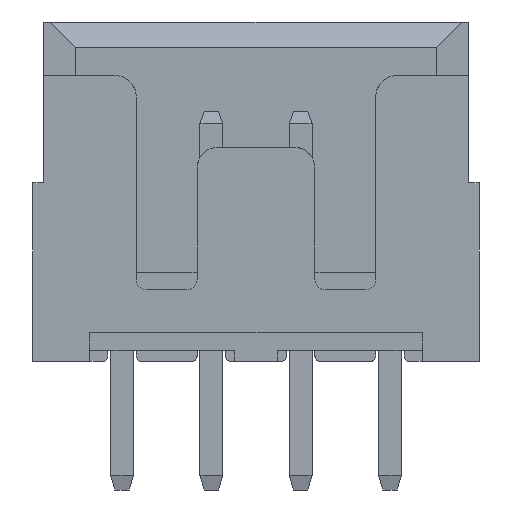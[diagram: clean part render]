
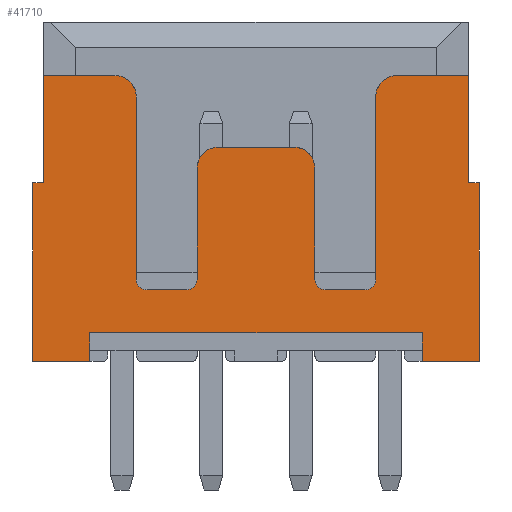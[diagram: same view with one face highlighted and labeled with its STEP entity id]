
A CAD part, front view. The second image highlights one B-rep face of the part: STEP entity #41710.
In plain terms, the highlighted planar face has unit normal (0, -1, 0).
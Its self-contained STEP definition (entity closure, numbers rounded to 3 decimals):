
#8920=CARTESIAN_POINT('',(30.282,-1.332,-9.2));
#8930=VERTEX_POINT('',#8920);
#8960=CARTESIAN_POINT('',(0.,-1.332,-9.2));
#8970=DIRECTION('',(-1.,0.,0.));
#8980=VECTOR('',#8970,1.);
#8990=LINE('',#8960,#8980);
#9000=CARTESIAN_POINT('',(31.882,-1.332,-9.2));
#9010=VERTEX_POINT('',#9000);
#9020=EDGE_CURVE('',#9010,#8930,#8990,.T.);
#9880=CARTESIAN_POINT('',(19.382,-1.332,-4.2));
#9890=VERTEX_POINT('',#9880);
#9920=CARTESIAN_POINT('',(19.382,-1.332,0.));
#9930=DIRECTION('',(0.,0.,1.));
#9940=VECTOR('',#9930,1.);
#9950=LINE('',#9920,#9940);
#9960=CARTESIAN_POINT('',(19.382,-1.332,-9.2));
#9970=VERTEX_POINT('',#9960);
#9980=EDGE_CURVE('',#9970,#9890,#9950,.T.);
#17870=CARTESIAN_POINT('',(30.282,-1.332,-8.4));
#17880=VERTEX_POINT('',#17870);
#17910=CARTESIAN_POINT('',(30.282,-1.332,0.));
#17920=DIRECTION('',(0.,0.,-1.));
#17930=VECTOR('',#17920,1.);
#17940=LINE('',#17910,#17930);
#17950=EDGE_CURVE('',#17880,#8930,#17940,.T.);
#23080=CARTESIAN_POINT('',(0.,-1.332,-9.2));
#23090=DIRECTION('',(-1.,0.,0.));
#23100=VECTOR('',#23090,1.);
#23110=LINE('',#23080,#23100);
#23120=CARTESIAN_POINT('',(20.982,-1.332,-9.2));
#23130=VERTEX_POINT('',#23120);
#23140=EDGE_CURVE('',#23130,#9970,#23110,.T.);
#32760=CARTESIAN_POINT('',(0.,-1.332,-4.2));
#32770=DIRECTION('',(-1.,0.,0.));
#32780=VECTOR('',#32770,1.);
#32790=LINE('',#32760,#32780);
#32800=CARTESIAN_POINT('',(19.682,-1.332,-4.2));
#32810=VERTEX_POINT('',#32800);
#32820=EDGE_CURVE('',#32810,#9890,#32790,.T.);
#33170=CARTESIAN_POINT('',(20.982,-1.332,-8.4));
#33180=VERTEX_POINT('',#33170);
#33210=CARTESIAN_POINT('',(0.,-1.332,-8.4));
#33220=DIRECTION('',(1.,0.,0.));
#33230=VECTOR('',#33220,1.);
#33240=LINE('',#33210,#33230);
#33250=EDGE_CURVE('',#33180,#17880,#33240,.T.);
#33380=CARTESIAN_POINT('',(20.982,-1.332,0.));
#33390=DIRECTION('',(0.,0.,-1.));
#33400=VECTOR('',#33390,1.);
#33410=LINE('',#33380,#33400);
#33420=EDGE_CURVE('',#33180,#23130,#33410,.T.);
#33660=CARTESIAN_POINT('',(19.682,-1.332,-1.2));
#33670=VERTEX_POINT('',#33660);
#33700=CARTESIAN_POINT('',(19.682,-1.332,0.));
#33710=DIRECTION('',(0.,0.,1.));
#33720=VECTOR('',#33710,1.);
#33730=LINE('',#33700,#33720);
#33740=EDGE_CURVE('',#32810,#33670,#33730,.T.);
#33850=CARTESIAN_POINT('',(0.,-1.332,-3.2));
#33860=DIRECTION('',(-1.,0.,0.));
#33870=VECTOR('',#33860,1.);
#33880=LINE('',#33850,#33870);
#33890=CARTESIAN_POINT('',(26.682,-1.332,-3.2));
#33900=VERTEX_POINT('',#33890);
#33910=CARTESIAN_POINT('',(24.582,-1.332,-3.2));
#33920=VERTEX_POINT('',#33910);
#33930=EDGE_CURVE('',#33900,#33920,#33880,.T.);
#34620=CARTESIAN_POINT('',(27.582,-1.332,-7.2));
#34630=VERTEX_POINT('',#34620);
#34660=CARTESIAN_POINT('',(27.582,-1.332,-6.9));
#34670=DIRECTION('',(0.,-1.,0.));
#34680=DIRECTION('',(-1.,0.,0.));
#34690=AXIS2_PLACEMENT_3D('',#34660,#34670,#34680);
#34700=CIRCLE('',#34690,0.3);
#34710=CARTESIAN_POINT('',(27.282,-1.332,-6.9));
#34720=VERTEX_POINT('',#34710);
#34730=EDGE_CURVE('',#34720,#34630,#34700,.T.);
#36910=CARTESIAN_POINT('',(31.882,-1.332,0.));
#36920=DIRECTION('',(0.,0.,-1.));
#36930=VECTOR('',#36920,1.);
#36940=LINE('',#36910,#36930);
#36950=CARTESIAN_POINT('',(31.882,-1.332,-4.2));
#36960=VERTEX_POINT('',#36950);
#36970=EDGE_CURVE('',#36960,#9010,#36940,.T.);
#37450=CARTESIAN_POINT('',(0.,-1.332,-4.2));
#37460=DIRECTION('',(-1.,0.,0.));
#37470=VECTOR('',#37460,1.);
#37480=LINE('',#37450,#37470);
#37490=CARTESIAN_POINT('',(31.582,-1.332,-4.2));
#37500=VERTEX_POINT('',#37490);
#37510=EDGE_CURVE('',#36960,#37500,#37480,.T.);
#37770=CARTESIAN_POINT('',(31.582,-1.332,0.));
#37780=DIRECTION('',(0.,0.,-1.));
#37790=VECTOR('',#37780,1.);
#37800=LINE('',#37770,#37790);
#37810=CARTESIAN_POINT('',(31.582,-1.332,-1.2));
#37820=VERTEX_POINT('',#37810);
#37830=EDGE_CURVE('',#37820,#37500,#37800,.T.);
#38020=CARTESIAN_POINT('',(0.,-1.332,-1.2));
#38030=DIRECTION('',(1.,0.,0.));
#38040=VECTOR('',#38030,1.);
#38050=LINE('',#38020,#38040);
#38060=CARTESIAN_POINT('',(29.582,-1.332,-1.2));
#38070=VERTEX_POINT('',#38060);
#38080=EDGE_CURVE('',#38070,#37820,#38050,.T.);
#38320=CARTESIAN_POINT('',(28.982,-1.332,0.));
#38330=DIRECTION('',(0.,0.,-1.));
#38340=VECTOR('',#38330,1.);
#38350=LINE('',#38320,#38340);
#38360=CARTESIAN_POINT('',(28.982,-1.332,-1.8));
#38370=VERTEX_POINT('',#38360);
#38380=CARTESIAN_POINT('',(28.982,-1.332,-6.9));
#38390=VERTEX_POINT('',#38380);
#38400=EDGE_CURVE('',#38370,#38390,#38350,.T.);
#39790=CARTESIAN_POINT('',(0.,-1.332,-7.2));
#39800=DIRECTION('',(1.,0.,0.));
#39810=VECTOR('',#39800,1.);
#39820=LINE('',#39790,#39810);
#39830=CARTESIAN_POINT('',(28.682,-1.332,-7.2));
#39840=VERTEX_POINT('',#39830);
#39850=EDGE_CURVE('',#34630,#39840,#39820,.T.);
#40040=CARTESIAN_POINT('',(28.682,-1.332,-6.9));
#40050=DIRECTION('',(0.,-1.,0.));
#40060=DIRECTION('',(-1.,0.,0.));
#40070=AXIS2_PLACEMENT_3D('',#40040,#40050,#40060);
#40080=CIRCLE('',#40070,0.3);
#40090=EDGE_CURVE('',#39840,#38390,#40080,.T.);
#40590=CARTESIAN_POINT('',(32.195,-1.332,-9.4));
#40600=DIRECTION('',(-0.,-1.,-0.));
#40610=DIRECTION('',(-1.,0.,0.));
#40620=AXIS2_PLACEMENT_3D('',#40590,#40600,#40610);
#40630=PLANE('',#40620);
#40640=CARTESIAN_POINT('',(21.682,-1.332,-1.8));
#40650=DIRECTION('',(0.,-1.,0.));
#40660=DIRECTION('',(-1.,0.,0.));
#40670=AXIS2_PLACEMENT_3D('',#40640,#40650,#40660);
#40680=CIRCLE('',#40670,0.6);
#40690=CARTESIAN_POINT('',(22.282,-1.332,-1.8));
#40700=VERTEX_POINT('',#40690);
#40710=CARTESIAN_POINT('',(21.682,-1.332,-1.2));
#40720=VERTEX_POINT('',#40710);
#40730=EDGE_CURVE('',#40700,#40720,#40680,.T.);
#40740=ORIENTED_EDGE('',*,*,#40730,.T.);
#40750=CARTESIAN_POINT('',(22.282,-1.332,0.));
#40760=DIRECTION('',(0.,0.,1.));
#40770=VECTOR('',#40760,1.);
#40780=LINE('',#40750,#40770);
#40790=CARTESIAN_POINT('',(22.282,-1.332,-6.9));
#40800=VERTEX_POINT('',#40790);
#40810=EDGE_CURVE('',#40800,#40700,#40780,.T.);
#40820=ORIENTED_EDGE('',*,*,#40810,.T.);
#40830=CARTESIAN_POINT('',(22.582,-1.332,-6.9));
#40840=DIRECTION('',(0.,1.,0.));
#40850=DIRECTION('',(1.,0.,0.));
#40860=AXIS2_PLACEMENT_3D('',#40830,#40840,#40850);
#40870=CIRCLE('',#40860,0.3);
#40880=CARTESIAN_POINT('',(22.582,-1.332,-7.2));
#40890=VERTEX_POINT('',#40880);
#40900=EDGE_CURVE('',#40890,#40800,#40870,.T.);
#40910=ORIENTED_EDGE('',*,*,#40900,.T.);
#40920=CARTESIAN_POINT('',(0.,-1.332,-7.2));
#40930=DIRECTION('',(1.,0.,0.));
#40940=VECTOR('',#40930,1.);
#40950=LINE('',#40920,#40940);
#40960=CARTESIAN_POINT('',(23.682,-1.332,-7.2));
#40970=VERTEX_POINT('',#40960);
#40980=EDGE_CURVE('',#40890,#40970,#40950,.T.);
#40990=ORIENTED_EDGE('',*,*,#40980,.F.);
#41000=CARTESIAN_POINT('',(23.682,-1.332,-6.9));
#41010=DIRECTION('',(0.,1.,0.));
#41020=DIRECTION('',(1.,0.,0.));
#41030=AXIS2_PLACEMENT_3D('',#41000,#41010,#41020);
#41040=CIRCLE('',#41030,0.3);
#41050=CARTESIAN_POINT('',(23.982,-1.332,-6.9));
#41060=VERTEX_POINT('',#41050);
#41070=EDGE_CURVE('',#41060,#40970,#41040,.T.);
#41080=ORIENTED_EDGE('',*,*,#41070,.T.);
#41090=CARTESIAN_POINT('',(23.982,-1.332,0.));
#41100=DIRECTION('',(0.,0.,-1.));
#41110=VECTOR('',#41100,1.);
#41120=LINE('',#41090,#41110);
#41130=CARTESIAN_POINT('',(23.982,-1.332,-3.8));
#41140=VERTEX_POINT('',#41130);
#41150=EDGE_CURVE('',#41140,#41060,#41120,.T.);
#41160=ORIENTED_EDGE('',*,*,#41150,.T.);
#41170=CARTESIAN_POINT('',(24.582,-1.332,-3.8));
#41180=DIRECTION('',(0.,1.,0.));
#41190=DIRECTION('',(1.,0.,0.));
#41200=AXIS2_PLACEMENT_3D('',#41170,#41180,#41190);
#41210=CIRCLE('',#41200,0.6);
#41220=EDGE_CURVE('',#41140,#33920,#41210,.T.);
#41230=ORIENTED_EDGE('',*,*,#41220,.F.);
#41240=ORIENTED_EDGE('',*,*,#33930,.T.);
#41250=CARTESIAN_POINT('',(26.682,-1.332,-3.8));
#41260=DIRECTION('',(0.,1.,0.));
#41270=DIRECTION('',(1.,0.,0.));
#41280=AXIS2_PLACEMENT_3D('',#41250,#41260,#41270);
#41290=CIRCLE('',#41280,0.6);
#41300=CARTESIAN_POINT('',(27.282,-1.332,-3.8));
#41310=VERTEX_POINT('',#41300);
#41320=EDGE_CURVE('',#33900,#41310,#41290,.T.);
#41330=ORIENTED_EDGE('',*,*,#41320,.F.);
#41340=CARTESIAN_POINT('',(27.282,-1.332,0.));
#41350=DIRECTION('',(0.,0.,-1.));
#41360=VECTOR('',#41350,1.);
#41370=LINE('',#41340,#41360);
#41380=EDGE_CURVE('',#41310,#34720,#41370,.T.);
#41390=ORIENTED_EDGE('',*,*,#41380,.F.);
#41400=ORIENTED_EDGE('',*,*,#34730,.F.);
#41410=ORIENTED_EDGE('',*,*,#39850,.F.);
#41420=ORIENTED_EDGE('',*,*,#40090,.F.);
#41430=ORIENTED_EDGE('',*,*,#38400,.T.);
#41440=CARTESIAN_POINT('',(29.582,-1.332,-1.8));
#41450=DIRECTION('',(0.,1.,0.));
#41460=DIRECTION('',(1.,0.,0.));
#41470=AXIS2_PLACEMENT_3D('',#41440,#41450,#41460);
#41480=CIRCLE('',#41470,0.6);
#41490=EDGE_CURVE('',#38370,#38070,#41480,.T.);
#41500=ORIENTED_EDGE('',*,*,#41490,.F.);
#41510=ORIENTED_EDGE('',*,*,#38080,.F.);
#41520=ORIENTED_EDGE('',*,*,#37830,.F.);
#41530=ORIENTED_EDGE('',*,*,#37510,.T.);
#41540=ORIENTED_EDGE('',*,*,#36970,.F.);
#41550=ORIENTED_EDGE('',*,*,#9020,.F.);
#41560=ORIENTED_EDGE('',*,*,#17950,.T.);
#41570=ORIENTED_EDGE('',*,*,#33250,.T.);
#41580=ORIENTED_EDGE('',*,*,#33420,.F.);
#41590=ORIENTED_EDGE('',*,*,#23140,.F.);
#41600=ORIENTED_EDGE('',*,*,#9980,.F.);
#41610=ORIENTED_EDGE('',*,*,#32820,.T.);
#41620=ORIENTED_EDGE('',*,*,#33740,.F.);
#41630=CARTESIAN_POINT('',(0.,-1.332,-1.2));
#41640=DIRECTION('',(-1.,0.,0.));
#41650=VECTOR('',#41640,1.);
#41660=LINE('',#41630,#41650);
#41670=EDGE_CURVE('',#40720,#33670,#41660,.T.);
#41680=ORIENTED_EDGE('',*,*,#41670,.T.);
#41690=EDGE_LOOP('',(#41680,#41620,#41610,#41600,#41590,#41580,#41570,
#41560,#41550,#41540,#41530,#41520,#41510,#41500,#41430,#41420,#41410,
#41400,#41390,#41330,#41240,#41230,#41160,#41080,#40990,#40910,#40820,
#40740));
#41700=FACE_OUTER_BOUND('',#41690,.T.);
#41710=ADVANCED_FACE('',(#41700),#40630,.T.);
